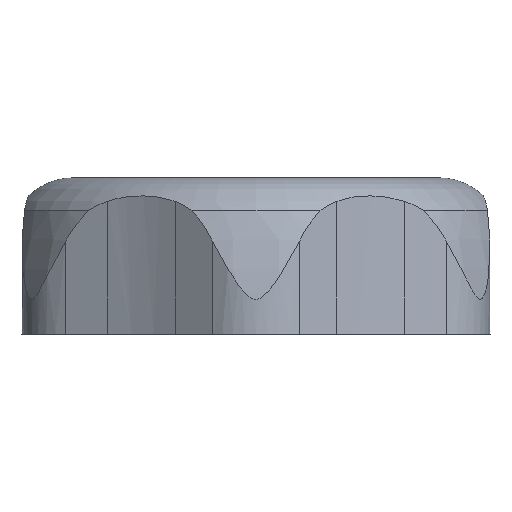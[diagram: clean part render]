
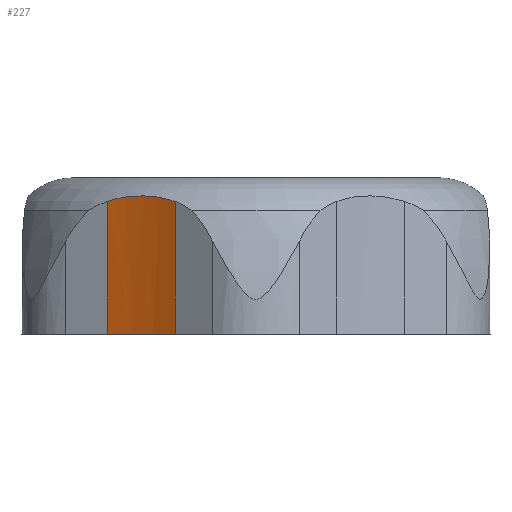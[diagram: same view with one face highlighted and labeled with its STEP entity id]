
A CAD part, left-side view. The second image highlights one B-rep face of the part: STEP entity #227.
In plain terms, the highlighted cylindrical face has radius 42.7 mm (diameter 85.4 mm), a partial arc.
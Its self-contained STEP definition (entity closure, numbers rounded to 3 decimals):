
#227 = ADVANCED_FACE( '', ( #2562 ), #2563, .F. );
#2562 = FACE_OUTER_BOUND( '', #6975, .T. );
#2563 = CYLINDRICAL_SURFACE( '', #6976, 42.7 );
#6975 = EDGE_LOOP( '', ( #14224, #14225, #14226, #14227 ) );
#6976 = AXIS2_PLACEMENT_3D( '', #14228, #14229, #14230 );
#14224 = ORIENTED_EDGE( '', *, *, #32570, .F. );
#14225 = ORIENTED_EDGE( '', *, *, #30297, .T. );
#14226 = ORIENTED_EDGE( '', *, *, #32566, .T. );
#14227 = ORIENTED_EDGE( '', *, *, #32538, .T. );
#14228 = CARTESIAN_POINT( '', ( -57.504, 33.2, -74.779 ) );
#14229 = DIRECTION( '', ( 0., 0., -1. ) );
#14230 = DIRECTION( '', ( 0.814, -0.58, 0. ) );
#30297 = EDGE_CURVE( '', #36695, #36693, #36696, .F. );
#32538 = EDGE_CURVE( '', #41044, #41042, #41045, .T. );
#32566 = EDGE_CURVE( '', #36693, #41044, #41084, .T. );
#32570 = EDGE_CURVE( '', #36695, #41042, #41089, .T. );
#36693 = VERTEX_POINT( '', #47340 );
#36695 = VERTEX_POINT( '', #47343 );
#36696 = CIRCLE( '', #47344, 42.7 );
#41042 = VERTEX_POINT( '', #58965 );
#41044 = VERTEX_POINT( '', #58970 );
#41045 = B_SPLINE_CURVE_WITH_KNOTS( '', 3, ( #58971, #58972, #58973, #58974, #58975, #58976, #58977, #58978, #58979, #58980 ), .UNSPECIFIED., .F., .F., ( 4, 2, 2, 2, 4 ), ( 0., 0.002, 0.004, 0.006, 0.008 ), .UNSPECIFIED. );
#41084 = LINE( '', #59112, #59113 );
#41089 = LINE( '', #59157, #59158 );
#47340 = CARTESIAN_POINT( '', ( -22.726, 8.425, 0. ) );
#47343 = CARTESIAN_POINT( '', ( -18.659, 15.469, 0. ) );
#47344 = AXIS2_PLACEMENT_3D( '', #74460, #74461, #74462 );
#58965 = CARTESIAN_POINT( '', ( -18.659, 15.469, 13.837 ) );
#58970 = CARTESIAN_POINT( '', ( -22.726, 8.425, 13.837 ) );
#58971 = CARTESIAN_POINT( '', ( -22.726, 8.425, 13.837 ) );
#58972 = CARTESIAN_POINT( '', ( -22.341, 8.965, 14.046 ) );
#58973 = CARTESIAN_POINT( '', ( -21.964, 9.522, 14.186 ) );
#58974 = CARTESIAN_POINT( '', ( -21.229, 10.664, 14.37 ) );
#58975 = CARTESIAN_POINT( '', ( -20.872, 11.249, 14.414 ) );
#58976 = CARTESIAN_POINT( '', ( -20.18, 12.448, 14.414 ) );
#58977 = CARTESIAN_POINT( '', ( -19.85, 13.052, 14.37 ) );
#58978 = CARTESIAN_POINT( '', ( -19.228, 14.26, 14.186 ) );
#58979 = CARTESIAN_POINT( '', ( -18.935, 14.866, 14.046 ) );
#58980 = CARTESIAN_POINT( '', ( -18.659, 15.469, 13.837 ) );
#59112 = CARTESIAN_POINT( '', ( -22.726, 8.425, -74.779 ) );
#59113 = VECTOR( '', #74774, 1000. );
#59157 = CARTESIAN_POINT( '', ( -18.659, 15.469, -74.779 ) );
#59158 = VECTOR( '', #74776, 1000. );
#74460 = CARTESIAN_POINT( '', ( -57.504, 33.2, 0. ) );
#74461 = DIRECTION( '', ( 0., 0., 1. ) );
#74462 = DIRECTION( '', ( 0., -1., 0. ) );
#74774 = DIRECTION( '', ( 0., 0., 1. ) );
#74776 = DIRECTION( '', ( 0., 0., 1. ) );
